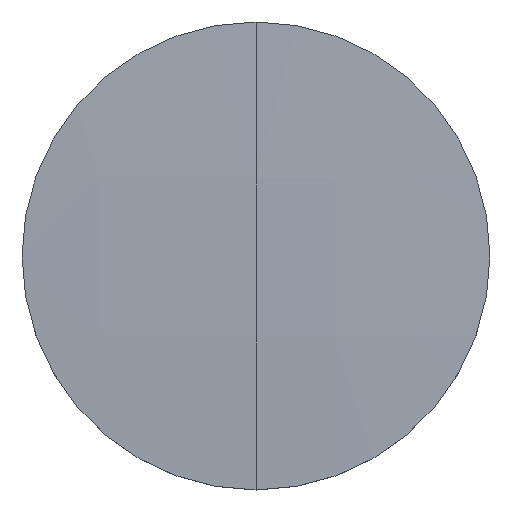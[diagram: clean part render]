
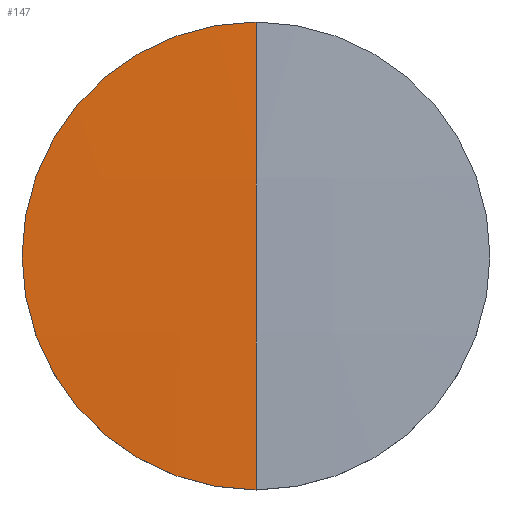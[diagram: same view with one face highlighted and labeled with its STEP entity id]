
A CAD part, top view. The second image highlights one B-rep face of the part: STEP entity #147.
In plain terms, the highlighted free-form (B-spline) face has degree [3, 3] with [4, 4] control points.
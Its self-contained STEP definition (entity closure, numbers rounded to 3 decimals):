
#1 = DIRECTION ( 'NONE',  ( -1., 0., 0. ) ) ;
#4 = CARTESIAN_POINT ( 'NONE',  ( 0., 25.4, 5.661 ) ) ;
#9 = CARTESIAN_POINT ( 'NONE',  ( -25.555, -8.57, 5.773 ) ) ;
#14 =( BOUNDED_SURFACE ( )  B_SPLINE_SURFACE ( 3, 3, ( 
 ( #69, #286, #170, #49 ),
 ( #146, #24, #192, #9 ),
 ( #94, #265, #195, #56 ),
 ( #285, #168, #29, #220 ) ),
 .UNSPECIFIED., .F., .F., .F. ) 
 B_SPLINE_SURFACE_WITH_KNOTS ( ( 4, 4 ),
 ( 4, 4 ),
 ( 0., 1. ),
 ( 0., 1. ),
 .UNSPECIFIED. ) 
 GEOMETRIC_REPRESENTATION_ITEM ( )  RATIONAL_B_SPLINE_SURFACE ( (
 ( 1., 1., 1., 1.),
 ( 1., 1., 1., 1.),
 ( 1., 1., 1., 1.),
 ( 1., 1., 1., 1.) ) ) 
 REPRESENTATION_ITEM ( '' )  SURFACE ( )  );
#20 = AXIS2_PLACEMENT_3D ( 'NONE', #132, #1, #214 ) ;
#24 = CARTESIAN_POINT ( 'NONE',  ( -8.52, -8.57, 6.116 ) ) ;
#29 = CARTESIAN_POINT ( 'NONE',  ( -17.03, 25.705, 5.538 ) ) ;
#31 = FACE_OUTER_BOUND ( 'NONE', #154, .T. ) ;
#37 = ORIENTED_EDGE ( 'NONE', *, *, #82, .F. ) ;
#39 = CIRCLE ( 'NONE', #127, 25.4 ) ;
#44 = CARTESIAN_POINT ( 'NONE',  ( -25.4, 0., 5.661 ) ) ;
#49 = CARTESIAN_POINT ( 'NONE',  ( -25.543, -25.705, 5.309 ) ) ;
#56 = CARTESIAN_POINT ( 'NONE',  ( -25.555, 8.57, 5.773 ) ) ;
#69 = CARTESIAN_POINT ( 'NONE',  ( 0., -25.705, 5.653 ) ) ;
#72 = EDGE_CURVE ( 'NONE', #106, #99, #243, .T. ) ;
#82 = EDGE_CURVE ( 'NONE', #122, #106, #39, .T. ) ;
#94 = CARTESIAN_POINT ( 'NONE',  ( 0., 8.57, 6.116 ) ) ;
#99 = VERTEX_POINT ( 'NONE', #4 ) ;
#102 = EDGE_CURVE ( 'NONE', #122, #99, #228, .T. ) ;
#106 = VERTEX_POINT ( 'NONE', #44 ) ;
#109 = DIRECTION ( 'NONE',  ( 1., 0., 0. ) ) ;
#113 = CARTESIAN_POINT ( 'NONE',  ( 0., -25.4, 5.661 ) ) ;
#122 = VERTEX_POINT ( 'NONE', #113 ) ;
#127 = AXIS2_PLACEMENT_3D ( 'NONE', #137, #140, #244 ) ;
#132 = CARTESIAN_POINT ( 'NONE',  ( 0., 0., -945.2 ) ) ;
#137 = CARTESIAN_POINT ( 'NONE',  ( 0., 0., 5.661 ) ) ;
#140 = DIRECTION ( 'NONE',  ( 0., 0., -1. ) ) ;
#146 = CARTESIAN_POINT ( 'NONE',  ( 0., -8.57, 6.116 ) ) ;
#147 = ADVANCED_FACE ( 'NONE', ( #31 ), #14, .T. ) ;
#154 = EDGE_LOOP ( 'NONE', ( #37, #256, #275 ) ) ;
#158 = DIRECTION ( 'NONE',  ( 0., 0., -1. ) ) ;
#168 = CARTESIAN_POINT ( 'NONE',  ( -8.516, 25.705, 5.653 ) ) ;
#170 = CARTESIAN_POINT ( 'NONE',  ( -17.03, -25.705, 5.538 ) ) ;
#192 = CARTESIAN_POINT ( 'NONE',  ( -17.039, -8.57, 6.001 ) ) ;
#195 = CARTESIAN_POINT ( 'NONE',  ( -17.039, 8.57, 6.001 ) ) ;
#214 = DIRECTION ( 'NONE',  ( 0., -1., 0. ) ) ;
#220 = CARTESIAN_POINT ( 'NONE',  ( -25.543, 25.705, 5.309 ) ) ;
#223 = AXIS2_PLACEMENT_3D ( 'NONE', #236, #158, #109 ) ;
#228 = CIRCLE ( 'NONE', #20, 951.2 ) ;
#236 = CARTESIAN_POINT ( 'NONE',  ( 0., 0., 5.661 ) ) ;
#243 = CIRCLE ( 'NONE', #223, 25.4 ) ;
#244 = DIRECTION ( 'NONE',  ( 1., 0., 0. ) ) ;
#256 = ORIENTED_EDGE ( 'NONE', *, *, #102, .T. ) ;
#265 = CARTESIAN_POINT ( 'NONE',  ( -8.52, 8.57, 6.116 ) ) ;
#275 = ORIENTED_EDGE ( 'NONE', *, *, #72, .F. ) ;
#285 = CARTESIAN_POINT ( 'NONE',  ( 0., 25.705, 5.653 ) ) ;
#286 = CARTESIAN_POINT ( 'NONE',  ( -8.516, -25.705, 5.653 ) ) ;
